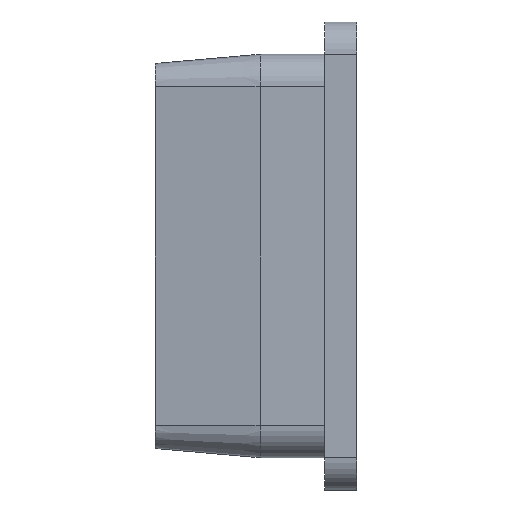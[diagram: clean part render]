
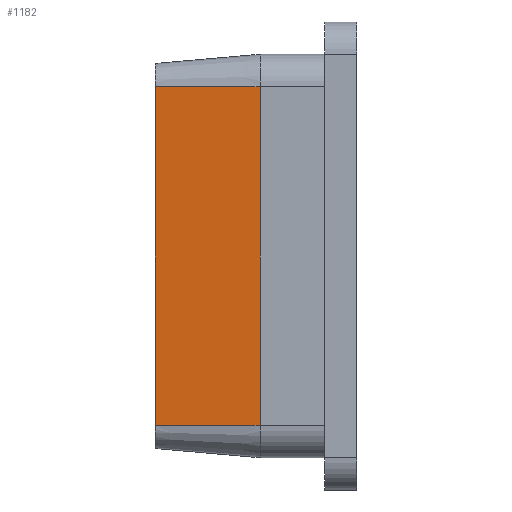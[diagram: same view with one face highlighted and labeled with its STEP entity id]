
A CAD part, left-side view. The second image highlights one B-rep face of the part: STEP entity #1182.
In plain terms, the highlighted planar face has unit normal (-0.996, 0.087, 0).
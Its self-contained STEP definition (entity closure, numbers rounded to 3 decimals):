
#56 = EDGE_CURVE ( 'NONE', #1300, #1723, #647, .T. ) ;
#64 = EDGE_CURVE ( 'NONE', #1723, #1845, #315, .T. ) ;
#100 = CARTESIAN_POINT ( 'NONE',  ( -14.5, 6., 10.5 ) ) ;
#110 = CARTESIAN_POINT ( 'NONE',  ( -13.931, 12.5, -10.5 ) ) ;
#175 = DIRECTION ( 'NONE',  ( 0., 0., -1. ) ) ;
#260 = ORIENTED_EDGE ( 'NONE', *, *, #1764, .T. ) ;
#315 = LINE ( 'NONE', #336, #550 ) ;
#336 = CARTESIAN_POINT ( 'NONE',  ( -14.5, 6., 12.5 ) ) ;
#377 = VECTOR ( 'NONE', #1525, 1000. ) ;
#410 = FACE_OUTER_BOUND ( 'NONE', #1699, .T. ) ;
#442 = PLANE ( 'NONE',  #606 ) ;
#458 = VECTOR ( 'NONE', #526, 1000. ) ;
#526 = DIRECTION ( 'NONE',  ( -0.087, -0.996, 0. ) ) ;
#550 = VECTOR ( 'NONE', #175, 1000. ) ;
#572 = CARTESIAN_POINT ( 'NONE',  ( -14.5, 6., -10.5 ) ) ;
#606 = AXIS2_PLACEMENT_3D ( 'NONE', #1345, #1196, #1873 ) ;
#647 = LINE ( 'NONE', #1813, #1227 ) ;
#710 = ORIENTED_EDGE ( 'NONE', *, *, #56, .F. ) ;
#757 = ORIENTED_EDGE ( 'NONE', *, *, #1617, .F. ) ;
#777 = CARTESIAN_POINT ( 'NONE',  ( -13.931, 12.5, 0. ) ) ;
#1129 = LINE ( 'NONE', #110, #458 ) ;
#1160 = ORIENTED_EDGE ( 'NONE', *, *, #64, .F. ) ;
#1182 = ADVANCED_FACE ( 'NONE', ( #410 ), #442, .F. ) ;
#1196 = DIRECTION ( 'NONE',  ( 0.996, -0.087, 0. ) ) ;
#1213 = LINE ( 'NONE', #777, #377 ) ;
#1217 = CARTESIAN_POINT ( 'NONE',  ( -13.931, 12.5, 10.5 ) ) ;
#1227 = VECTOR ( 'NONE', #1772, 1000. ) ;
#1274 = CARTESIAN_POINT ( 'NONE',  ( -13.931, 12.5, -10.5 ) ) ;
#1300 = VERTEX_POINT ( 'NONE', #1217 ) ;
#1345 = CARTESIAN_POINT ( 'NONE',  ( -13.931, 12.5, 0. ) ) ;
#1491 = VERTEX_POINT ( 'NONE', #1274 ) ;
#1525 = DIRECTION ( 'NONE',  ( 0., 0., 1. ) ) ;
#1617 = EDGE_CURVE ( 'NONE', #1491, #1300, #1213, .T. ) ;
#1699 = EDGE_LOOP ( 'NONE', ( #260, #1160, #710, #757 ) ) ;
#1723 = VERTEX_POINT ( 'NONE', #100 ) ;
#1764 = EDGE_CURVE ( 'NONE', #1491, #1845, #1129, .T. ) ;
#1772 = DIRECTION ( 'NONE',  ( -0.087, -0.996, 0. ) ) ;
#1813 = CARTESIAN_POINT ( 'NONE',  ( -13.931, 12.5, 10.5 ) ) ;
#1845 = VERTEX_POINT ( 'NONE', #572 ) ;
#1873 = DIRECTION ( 'NONE',  ( 0., 0., 1. ) ) ;
